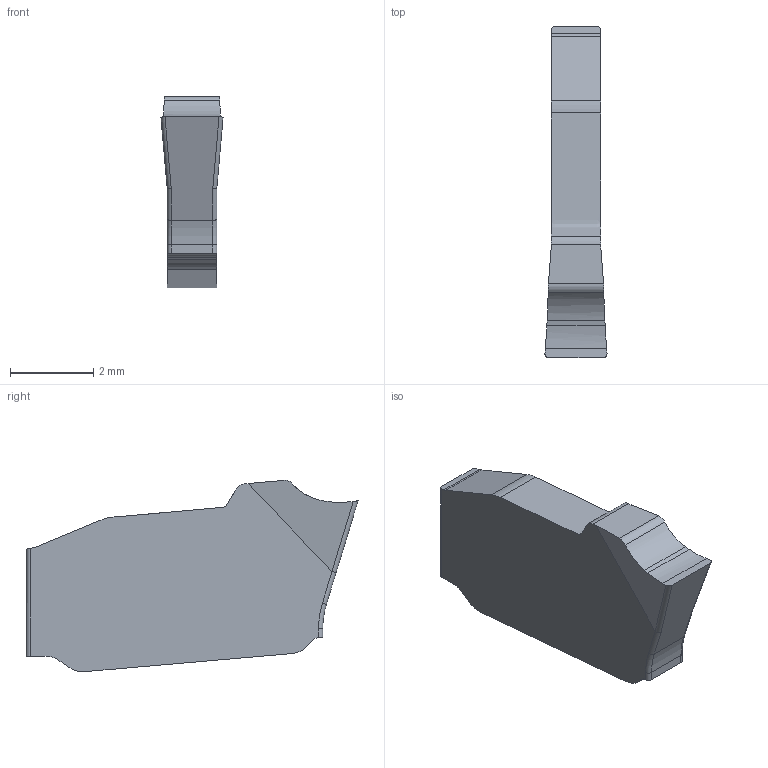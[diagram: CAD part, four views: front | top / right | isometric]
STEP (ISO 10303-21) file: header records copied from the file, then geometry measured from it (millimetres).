
FILE_DESCRIPTION(/* description */ (''),/* implementation_level */ '2;1');
FILE_NAME(/* name */ 'aaa339991_a.stp',/* time_stamp */ '2019-10-03T15:41:49+02:00',/* author */ (''),/* organization */ ('SMS'),/* preprocessor_version */ 'ST-DEVELOPER v16.7',/* originating_system */ 'SIEMENS PLM Software NX 12.0',/* authorisation */ '');
FILE_SCHEMA (('AUTOMOTIVE_DESIGN { 1 0 10303 214 3 1 1 1 }'));
Length unit declared in the file: millimetre
Products named in the file (1): AAA339991_A
Bounding box: 1.5 x 8 x 4.61 mm (x, y, z)
Volume: 32.7 mm3; surface area: 80.7 mm2
Topology: 1 solids, 1 shells, 39 faces, 108 edges, 73 vertices
Faces by surface type: cylinder 19, plane 17, torus 2, extrusion 1
Entity records: 1446 total; most frequent: CARTESIAN_POINT 364, DIRECTION 226, ORIENTED_EDGE 214, EDGE_CURVE 107, AXIS2_PLACEMENT_3D 81, VERTEX_POINT 70, VECTOR 64, LINE 63
